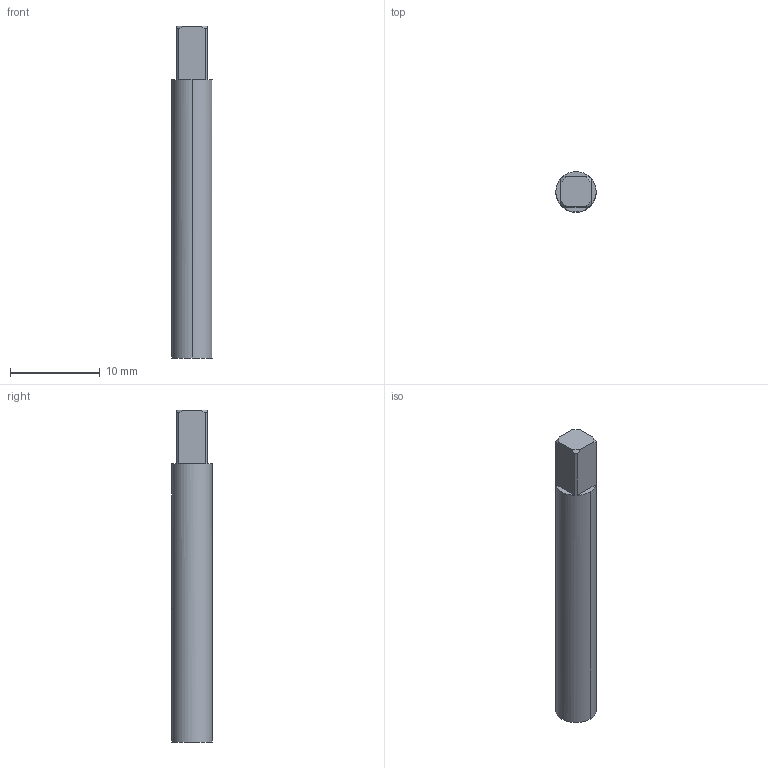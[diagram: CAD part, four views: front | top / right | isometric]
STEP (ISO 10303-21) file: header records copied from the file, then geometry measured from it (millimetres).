
FILE_DESCRIPTION(('no description'),'unknown implementation level');
FILE_NAME('solid06QWvV8UWde6y40Ul7JcxKIsmWg_1.STP',' ',('CIM GmbH Aachen'),('CADClick - KiM GmbH - www.kimweb.de'),'unknown preprocess','ACIS','unknown authorization');
FILE_SCHEMA(('automotive_design'));
Length unit declared in the file: millimetre
Products named in the file (1): 1
Bounding box: 4.5 x 4.5 x 37 mm (x, y, z)
Volume: 561.7 mm3; surface area: 547.9 mm2
Topology: 1 solids, 1 shells, 29 faces, 81 edges, 54 vertices
Faces by surface type: plane 15, cylinder 10, cone 4
Entity records: 2061 total; most frequent: CARTESIAN_POINT 400, STYLED_ITEM 165, PRESENTATION_STYLE_ASSIGNMENT 165, COLOUR_RGB 165, ORIENTED_EDGE 162, DIRECTION 147, EDGE_CURVE 81, CURVE_STYLE 81
